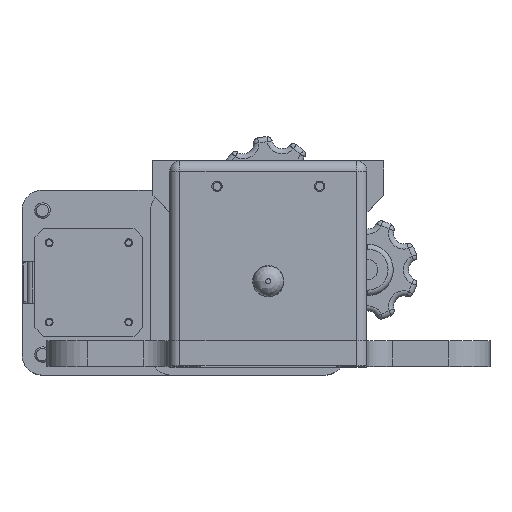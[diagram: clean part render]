
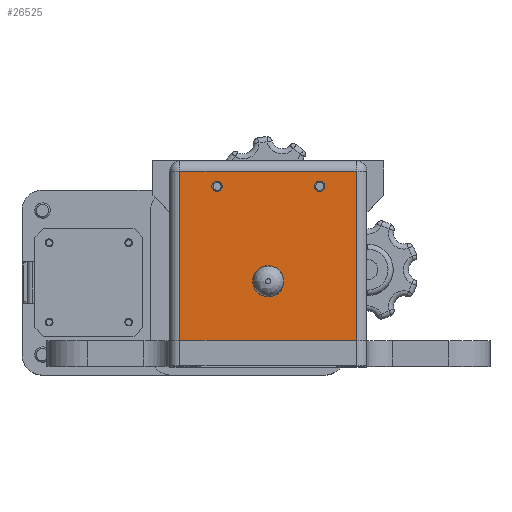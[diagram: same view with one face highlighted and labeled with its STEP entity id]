
A CAD part, top view. The second image highlights one B-rep face of the part: STEP entity #26525.
In plain terms, the highlighted planar face has unit normal (0, 0, 1).
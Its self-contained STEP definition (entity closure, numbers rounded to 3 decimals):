
#1128=FACE_BOUND('',#3659,.T.);
#1129=FACE_BOUND('',#3660,.T.);
#1130=FACE_BOUND('',#3661,.T.);
#1721=PLANE('',#28764);
#2129=FACE_OUTER_BOUND('',#3658,.T.);
#3658=EDGE_LOOP('',(#18129,#18130,#18131,#18132));
#3659=EDGE_LOOP('',(#18133));
#3660=EDGE_LOOP('',(#18134));
#3661=EDGE_LOOP('',(#18135));
#5502=LINE('',#42482,#6901);
#5505=LINE('',#42500,#6904);
#5508=LINE('',#42504,#6907);
#5511=LINE('',#42512,#6910);
#6901=VECTOR('',#33126,10.);
#6904=VECTOR('',#33145,10.);
#6907=VECTOR('',#33150,10.);
#6910=VECTOR('',#33159,10.);
#8331=CIRCLE('',#28765,6.1);
#8332=CIRCLE('',#28766,2.);
#8333=CIRCLE('',#28767,2.);
#10758=VERTEX_POINT('',#42471);
#10761=VERTEX_POINT('',#42478);
#10767=VERTEX_POINT('',#42493);
#10769=VERTEX_POINT('',#42498);
#10772=VERTEX_POINT('',#42513);
#10773=VERTEX_POINT('',#42515);
#10774=VERTEX_POINT('',#42517);
#13723=EDGE_CURVE('',#10758,#10761,#5502,.T.);
#13731=EDGE_CURVE('',#10769,#10767,#5505,.T.);
#13734=EDGE_CURVE('',#10767,#10758,#5508,.T.);
#13738=EDGE_CURVE('',#10769,#10761,#5511,.T.);
#13739=EDGE_CURVE('',#10772,#10772,#8331,.T.);
#13740=EDGE_CURVE('',#10773,#10773,#8332,.T.);
#13741=EDGE_CURVE('',#10774,#10774,#8333,.T.);
#18129=ORIENTED_EDGE('',*,*,#13723,.F.);
#18130=ORIENTED_EDGE('',*,*,#13734,.F.);
#18131=ORIENTED_EDGE('',*,*,#13731,.F.);
#18132=ORIENTED_EDGE('',*,*,#13738,.T.);
#18133=ORIENTED_EDGE('',*,*,#13739,.T.);
#18134=ORIENTED_EDGE('',*,*,#13740,.T.);
#18135=ORIENTED_EDGE('',*,*,#13741,.T.);
#26525=ADVANCED_FACE('',(#2129,#1128,#1129,#1130),#1721,.T.);
#28764=AXIS2_PLACEMENT_3D('',#42511,#33157,#33158);
#28765=AXIS2_PLACEMENT_3D('',#42514,#33160,#33161);
#28766=AXIS2_PLACEMENT_3D('',#42516,#33162,#33163);
#28767=AXIS2_PLACEMENT_3D('',#42518,#33164,#33165);
#33126=DIRECTION('',(0.,-1.,0.));
#33145=DIRECTION('',(0.,1.,0.));
#33150=DIRECTION('',(1.,0.,0.));
#33157=DIRECTION('center_axis',(0.,0.,1.));
#33158=DIRECTION('ref_axis',(1.,0.,0.));
#33159=DIRECTION('',(1.,0.,0.));
#33160=DIRECTION('center_axis',(0.,0.,-1.));
#33161=DIRECTION('ref_axis',(1.,0.,0.));
#33162=DIRECTION('center_axis',(0.,0.,-1.));
#33163=DIRECTION('ref_axis',(-1.,0.,0.));
#33164=DIRECTION('center_axis',(0.,0.,-1.));
#33165=DIRECTION('ref_axis',(-1.,0.,0.));
#42471=CARTESIAN_POINT('',(34.5,76.,150.));
#42478=CARTESIAN_POINT('',(34.5,10.,150.));
#42482=CARTESIAN_POINT('',(34.5,10.,150.));
#42493=CARTESIAN_POINT('',(-34.5,76.,150.));
#42498=CARTESIAN_POINT('',(-34.5,10.,150.));
#42500=CARTESIAN_POINT('',(-34.5,10.,150.));
#42504=CARTESIAN_POINT('',(-19.25,76.,150.));
#42511=CARTESIAN_POINT('Origin',(-38.5,10.,150.));
#42512=CARTESIAN_POINT('',(-38.5,10.,150.));
#42513=CARTESIAN_POINT('',(-6.1,33.,150.));
#42514=CARTESIAN_POINT('Origin',(0.,33.,150.));
#42515=CARTESIAN_POINT('',(22.,70.,150.));
#42516=CARTESIAN_POINT('Origin',(20.,70.,150.));
#42517=CARTESIAN_POINT('',(-18.,70.,150.));
#42518=CARTESIAN_POINT('Origin',(-20.,70.,150.));
